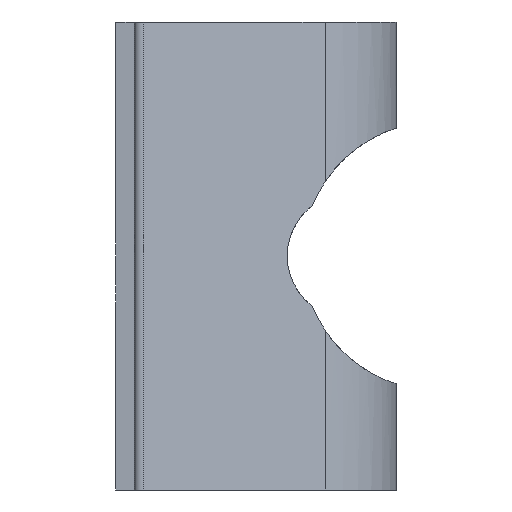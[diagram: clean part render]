
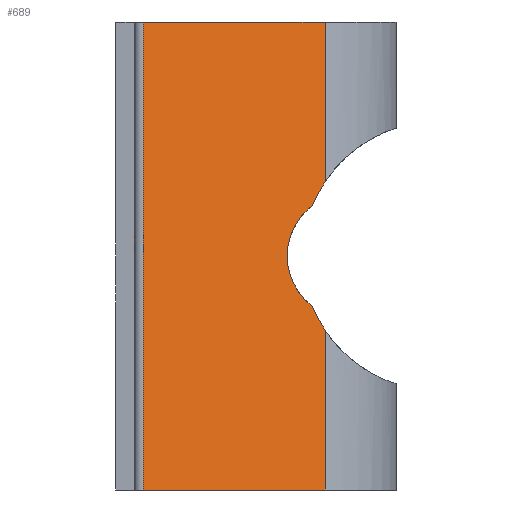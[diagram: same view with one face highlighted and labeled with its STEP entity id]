
A CAD part, left-side view. The second image highlights one B-rep face of the part: STEP entity #689.
In plain terms, the highlighted planar face has unit normal (-0.903, -0.429, 0).
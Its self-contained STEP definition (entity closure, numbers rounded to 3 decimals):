
#2 = CARTESIAN_POINT ( 'NONE',  ( -3.098, -2.215, 0. ) ) ;
#17 = EDGE_CURVE ( 'NONE', #461, #1268, #32, .T. ) ;
#21 = AXIS2_PLACEMENT_3D ( 'NONE', #574, #806, #353 ) ;
#32 = LINE ( 'NONE', #1459, #292 ) ;
#36 = CARTESIAN_POINT ( 'NONE',  ( -3.238, -1.919, -9.377 ) ) ;
#87 = ORIENTED_EDGE ( 'NONE', *, *, #158, .T. ) ;
#108 = CARTESIAN_POINT ( 'NONE',  ( -3.098, -2.215, -5.123 ) ) ;
#113 = CARTESIAN_POINT ( 'NONE',  ( -3.174, -2.054, -5.366 ) ) ;
#124 = EDGE_CURVE ( 'NONE', #1435, #310, #958, .T. ) ;
#156 = CARTESIAN_POINT ( 'NONE',  ( -5.864, 3.614, -15. ) ) ;
#158 = EDGE_CURVE ( 'NONE', #1173, #461, #924, .T. ) ;
#199 = VECTOR ( 'NONE', #1412, 1000. ) ;
#289 = LINE ( 'NONE', #774, #1307 ) ;
#292 = VECTOR ( 'NONE', #1451, 1000. ) ;
#299 = CARTESIAN_POINT ( 'NONE',  ( -3.85, -0.63, -8.234 ) ) ;
#309 = DIRECTION ( 'NONE',  ( 0., 0., 1. ) ) ;
#310 = VERTEX_POINT ( 'NONE', #2 ) ;
#332 = EDGE_CURVE ( 'NONE', #1085, #1435, #1401, .T. ) ;
#349 = PLANE ( 'NONE',  #21 ) ;
#353 = DIRECTION ( 'NONE',  ( 0.429, -0.903, 0. ) ) ;
#364 = CARTESIAN_POINT ( 'NONE',  ( -3.29, -1.81, -9.108 ) ) ;
#417 = CARTESIAN_POINT ( 'NONE',  ( -3.85, -0.63, -6.766 ) ) ;
#423 = DIRECTION ( 'NONE',  ( 0., 0., -1. ) ) ;
#461 = VERTEX_POINT ( 'NONE', #156 ) ;
#527 = EDGE_CURVE ( 'NONE', #1173, #310, #673, .T. ) ;
#536 = CARTESIAN_POINT ( 'NONE',  ( -3.098, -2.215, -15. ) ) ;
#567 = CARTESIAN_POINT ( 'NONE',  ( -3.098, -2.215, -9.877 ) ) ;
#574 = CARTESIAN_POINT ( 'NONE',  ( -4.962, 1.714, -15. ) ) ;
#578 = CARTESIAN_POINT ( 'NONE',  ( -5.864, 3.614, 0. ) ) ;
#580 = EDGE_CURVE ( 'NONE', #979, #1085, #658, .T. ) ;
#640 = CARTESIAN_POINT ( 'NONE',  ( -3.29, -1.81, -9.108 ) ) ;
#648 = EDGE_LOOP ( 'NONE', ( #1023, #1460, #897, #1074, #87, #1280, #696, #832 ) ) ;
#656 = CARTESIAN_POINT ( 'NONE',  ( -5.864, 3.614, -15. ) ) ;
#658 =( BOUNDED_CURVE ( )  B_SPLINE_CURVE ( 3, ( #640, #299, #417, #1218 ),
 .UNSPECIFIED., .F., .T. ) 
 B_SPLINE_CURVE_WITH_KNOTS ( ( 4, 4 ),
 ( 5.349, 7.217 ),
 .UNSPECIFIED. ) 
 CURVE ( )  GEOMETRIC_REPRESENTATION_ITEM ( )  RATIONAL_B_SPLINE_CURVE ( ( 1., 0.73, 0.73, 1. ) ) 
 REPRESENTATION_ITEM ( '' )  );
#673 = LINE ( 'NONE', #851, #199 ) ;
#689 = ADVANCED_FACE ( 'NONE', ( #1266 ), #349, .T. ) ;
#692 = VERTEX_POINT ( 'NONE', #567 ) ;
#696 = ORIENTED_EDGE ( 'NONE', *, *, #1367, .T. ) ;
#714 = EDGE_CURVE ( 'NONE', #692, #979, #1138, .T. ) ;
#732 = CARTESIAN_POINT ( 'NONE',  ( -3.098, -2.215, -5.123 ) ) ;
#774 = CARTESIAN_POINT ( 'NONE',  ( -3.098, -2.215, -15. ) ) ;
#779 = CARTESIAN_POINT ( 'NONE',  ( -3.238, -1.919, -5.623 ) ) ;
#806 = DIRECTION ( 'NONE',  ( -0.903, -0.429, 0. ) ) ;
#832 = ORIENTED_EDGE ( 'NONE', *, *, #714, .T. ) ;
#841 = VECTOR ( 'NONE', #1075, 1000. ) ;
#846 = CARTESIAN_POINT ( 'NONE',  ( -3.098, -2.215, -15. ) ) ;
#851 = CARTESIAN_POINT ( 'NONE',  ( -4.962, 1.714, 0. ) ) ;
#897 = ORIENTED_EDGE ( 'NONE', *, *, #124, .T. ) ;
#924 = LINE ( 'NONE', #656, #1393 ) ;
#958 = LINE ( 'NONE', #846, #841 ) ;
#979 = VERTEX_POINT ( 'NONE', #1102 ) ;
#1023 = ORIENTED_EDGE ( 'NONE', *, *, #580, .T. ) ;
#1032 = CARTESIAN_POINT ( 'NONE',  ( -3.29, -1.81, -5.892 ) ) ;
#1074 = ORIENTED_EDGE ( 'NONE', *, *, #527, .F. ) ;
#1075 = DIRECTION ( 'NONE',  ( 0., 0., 1. ) ) ;
#1085 = VERTEX_POINT ( 'NONE', #1032 ) ;
#1102 = CARTESIAN_POINT ( 'NONE',  ( -3.29, -1.81, -9.108 ) ) ;
#1138 =( BOUNDED_CURVE ( )  B_SPLINE_CURVE ( 3, ( #1374, #1384, #36, #364 ),
 .UNSPECIFIED., .F., .T. ) 
 B_SPLINE_CURVE_WITH_KNOTS ( ( 4, 4 ),
 ( 5.698, 5.9 ),
 .UNSPECIFIED. ) 
 CURVE ( )  GEOMETRIC_REPRESENTATION_ITEM ( )  RATIONAL_B_SPLINE_CURVE ( ( 1., 0.997, 0.997, 1. ) ) 
 REPRESENTATION_ITEM ( '' )  );
#1173 = VERTEX_POINT ( 'NONE', #578 ) ;
#1218 = CARTESIAN_POINT ( 'NONE',  ( -3.29, -1.81, -5.892 ) ) ;
#1266 = FACE_OUTER_BOUND ( 'NONE', #648, .T. ) ;
#1268 = VERTEX_POINT ( 'NONE', #536 ) ;
#1280 = ORIENTED_EDGE ( 'NONE', *, *, #17, .T. ) ;
#1307 = VECTOR ( 'NONE', #309, 1000. ) ;
#1353 = CARTESIAN_POINT ( 'NONE',  ( -3.29, -1.81, -5.892 ) ) ;
#1367 = EDGE_CURVE ( 'NONE', #1268, #692, #289, .T. ) ;
#1374 = CARTESIAN_POINT ( 'NONE',  ( -3.098, -2.215, -9.877 ) ) ;
#1384 = CARTESIAN_POINT ( 'NONE',  ( -3.174, -2.054, -9.634 ) ) ;
#1393 = VECTOR ( 'NONE', #423, 1000. ) ;
#1401 =( BOUNDED_CURVE ( )  B_SPLINE_CURVE ( 3, ( #1353, #779, #113, #108 ),
 .UNSPECIFIED., .F., .F. ) 
 B_SPLINE_CURVE_WITH_KNOTS ( ( 4, 4 ),
 ( 0.383, 0.586 ),
 .UNSPECIFIED. ) 
 CURVE ( )  GEOMETRIC_REPRESENTATION_ITEM ( )  RATIONAL_B_SPLINE_CURVE ( ( 1., 0.997, 0.997, 1. ) ) 
 REPRESENTATION_ITEM ( '' )  );
#1412 = DIRECTION ( 'NONE',  ( 0.429, -0.903, 0. ) ) ;
#1435 = VERTEX_POINT ( 'NONE', #732 ) ;
#1451 = DIRECTION ( 'NONE',  ( 0.429, -0.903, 0. ) ) ;
#1459 = CARTESIAN_POINT ( 'NONE',  ( -4.962, 1.714, -15. ) ) ;
#1460 = ORIENTED_EDGE ( 'NONE', *, *, #332, .T. ) ;
